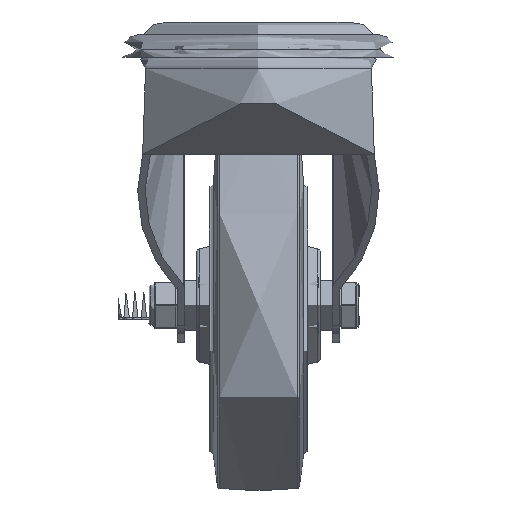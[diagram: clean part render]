
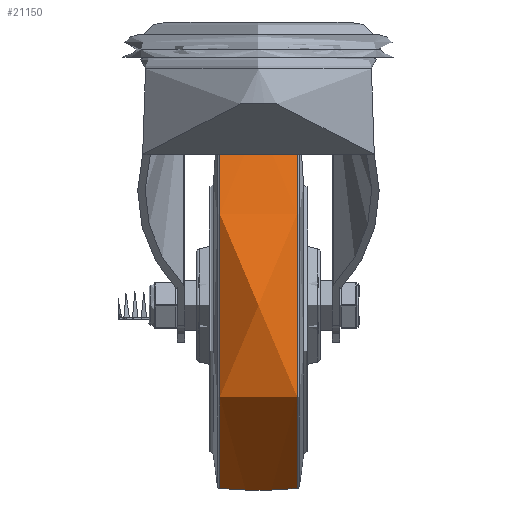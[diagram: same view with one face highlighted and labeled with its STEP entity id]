
A CAD part, left-side view. The second image highlights one B-rep face of the part: STEP entity #21150.
In plain terms, the highlighted free-form (B-spline) face has degree [2, 2] with [3, 9] control points.
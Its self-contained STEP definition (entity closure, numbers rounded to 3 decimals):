
#303=(
BOUNDED_SURFACE()
B_SPLINE_SURFACE(2,2,((#33197,#33198,#33199,#33200,#33201,#33202,#33203,
#33204,#33205),(#33206,#33207,#33208,#33209,#33210,#33211,#33212,#33213,
#33214),(#33215,#33216,#33217,#33218,#33219,#33220,#33221,#33222,#33223)),
 .UNSPECIFIED.,.F.,.T.,.F.)
B_SPLINE_SURFACE_WITH_KNOTS((3,3),(3,2,2,2,3),(-0.086,0.086),
(-3.142,-1.571,0.,1.571,3.142),
 .UNSPECIFIED.)
GEOMETRIC_REPRESENTATION_ITEM()
RATIONAL_B_SPLINE_SURFACE(((1.,0.707,1.,0.707,1.,
0.707,1.,0.707,1.),(0.996,0.704,
0.996,0.704,0.996,0.704,
0.996,0.704,0.996),(1.,0.707,
1.,0.707,1.,0.707,1.,0.707,1.)))
REPRESENTATION_ITEM('')
SURFACE()
);
#2880=FACE_OUTER_BOUND('',#4190,.T.);
#4190=EDGE_LOOP('',(#16095,#16096,#16097,#16098));
#8491=CIRCLE('',#23041,74.321);
#8492=CIRCLE('',#23042,181.875);
#8493=CIRCLE('',#23043,74.321);
#9619=VERTEX_POINT('',#33194);
#9620=VERTEX_POINT('',#33224);
#12031=EDGE_CURVE('',#9619,#9619,#8491,.T.);
#12032=EDGE_CURVE('',#9619,#9620,#8492,.T.);
#12033=EDGE_CURVE('',#9620,#9620,#8493,.T.);
#16095=ORIENTED_EDGE('',*,*,#12031,.F.);
#16096=ORIENTED_EDGE('',*,*,#12032,.T.);
#16097=ORIENTED_EDGE('',*,*,#12033,.T.);
#16098=ORIENTED_EDGE('',*,*,#12032,.F.);
#21150=ADVANCED_FACE('',(#2880),#303,.F.);
#23041=AXIS2_PLACEMENT_3D('',#33196,#26063,#26064);
#23042=AXIS2_PLACEMENT_3D('',#33225,#26065,#26066);
#23043=AXIS2_PLACEMENT_3D('',#33226,#26067,#26068);
#26063=DIRECTION('center_axis',(0.,1.,0.));
#26064=DIRECTION('ref_axis',(0.,0.,
1.));
#26065=DIRECTION('center_axis',(-1.,0.,0.));
#26066=DIRECTION('ref_axis',(0.,0.,
-1.));
#26067=DIRECTION('center_axis',(0.,1.,0.));
#26068=DIRECTION('ref_axis',(0.,0.,
1.));
#33194=CARTESIAN_POINT('',(0.,15.703,-74.321));
#33196=CARTESIAN_POINT('Origin',(0.,15.703,
0.));
#33197=CARTESIAN_POINT('Ctrl Pts',(0.,-15.703,
-74.321));
#33198=CARTESIAN_POINT('Ctrl Pts',(-74.321,-15.703,
-74.321));
#33199=CARTESIAN_POINT('Ctrl Pts',(-74.321,-15.703,
0.));
#33200=CARTESIAN_POINT('Ctrl Pts',(-74.321,-15.703,
74.321));
#33201=CARTESIAN_POINT('Ctrl Pts',(0.,-15.703,
74.321));
#33202=CARTESIAN_POINT('Ctrl Pts',(74.321,-15.703,74.321));
#33203=CARTESIAN_POINT('Ctrl Pts',(74.321,-15.703,0.));
#33204=CARTESIAN_POINT('Ctrl Pts',(74.321,-15.703,-74.321));
#33205=CARTESIAN_POINT('Ctrl Pts',(0.,-15.703,
-74.321));
#33206=CARTESIAN_POINT('Ctrl Pts',(0.,0.,
-75.682));
#33207=CARTESIAN_POINT('Ctrl Pts',(-75.682,0.,
-75.682));
#33208=CARTESIAN_POINT('Ctrl Pts',(-75.682,0.,
0.));
#33209=CARTESIAN_POINT('Ctrl Pts',(-75.682,0.,
75.682));
#33210=CARTESIAN_POINT('Ctrl Pts',(0.,0.,
75.682));
#33211=CARTESIAN_POINT('Ctrl Pts',(75.682,0.,
75.682));
#33212=CARTESIAN_POINT('Ctrl Pts',(75.682,0.,
0.));
#33213=CARTESIAN_POINT('Ctrl Pts',(75.682,0.,
-75.682));
#33214=CARTESIAN_POINT('Ctrl Pts',(0.,0.,
-75.682));
#33215=CARTESIAN_POINT('Ctrl Pts',(0.,15.703,
-74.321));
#33216=CARTESIAN_POINT('Ctrl Pts',(-74.321,15.703,-74.321));
#33217=CARTESIAN_POINT('Ctrl Pts',(-74.321,15.703,0.));
#33218=CARTESIAN_POINT('Ctrl Pts',(-74.321,15.703,74.321));
#33219=CARTESIAN_POINT('Ctrl Pts',(0.,15.703,
74.321));
#33220=CARTESIAN_POINT('Ctrl Pts',(74.321,15.703,74.321));
#33221=CARTESIAN_POINT('Ctrl Pts',(74.321,15.703,0.));
#33222=CARTESIAN_POINT('Ctrl Pts',(74.321,15.703,-74.321));
#33223=CARTESIAN_POINT('Ctrl Pts',(0.,15.703,
-74.321));
#33224=CARTESIAN_POINT('',(0.,-15.703,-74.321));
#33225=CARTESIAN_POINT('Origin',(0.,0.,
106.875));
#33226=CARTESIAN_POINT('Origin',(0.,-15.703,0.));
